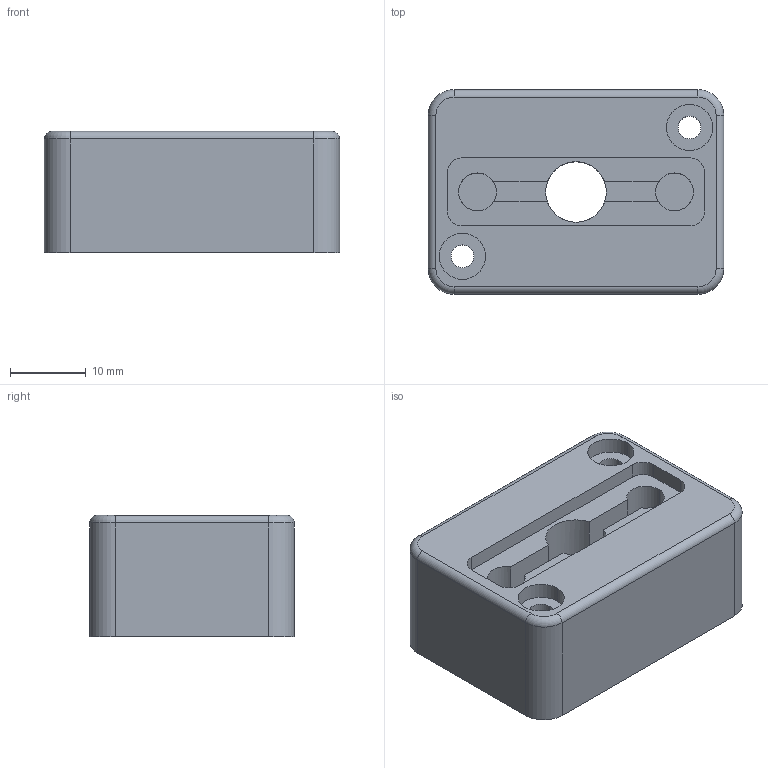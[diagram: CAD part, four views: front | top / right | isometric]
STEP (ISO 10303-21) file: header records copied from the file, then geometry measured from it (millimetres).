
FILE_DESCRIPTION (( 'STEP AP214' ), '1' );
FILE_NAME ('reedKontaktHalter.STEP', '2022-05-08T13:50:30', ( '' ), ( '' ), 'SwSTEP 2.0', 'SolidWorks 2021', '' );
FILE_SCHEMA (( 'AUTOMOTIVE_DESIGN' ));
Length unit declared in the file: millimetre
Products named in the file (1): reedKontaktHalter
Bounding box: 39 x 27 x 16 mm (x, y, z)
Volume: 14618.9 mm3; surface area: 5070.5 mm2
Topology: 1 solids, 1 shells, 51 faces, 130 edges, 84 vertices
Faces by surface type: cylinder 26, plane 21, torus 4
Entity records: 1610 total; most frequent: DIRECTION 298, CARTESIAN_POINT 266, ORIENTED_EDGE 260, EDGE_CURVE 130, AXIS2_PLACEMENT_3D 116, VERTEX_POINT 84, LINE 66, VECTOR 66
